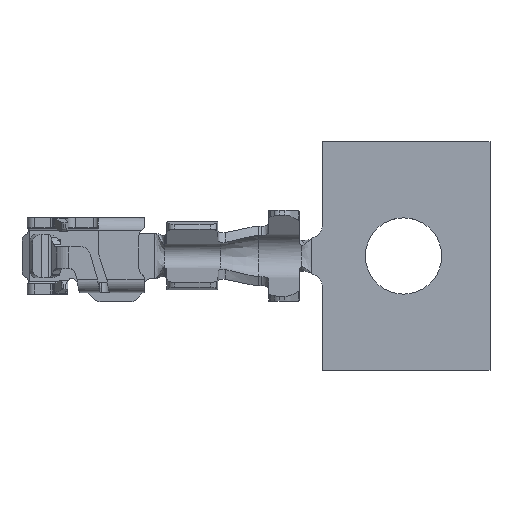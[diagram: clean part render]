
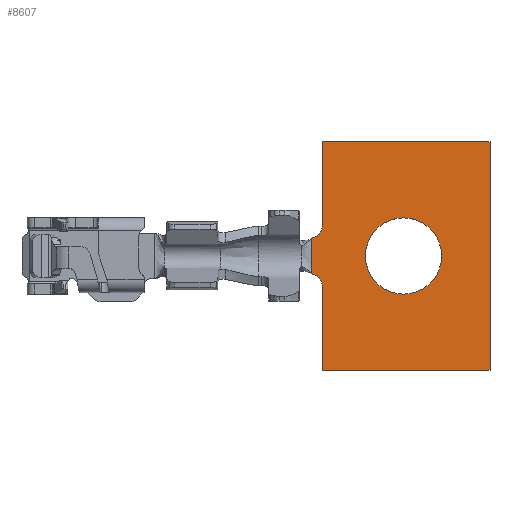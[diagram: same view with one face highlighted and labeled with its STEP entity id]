
A CAD part, top view. The second image highlights one B-rep face of the part: STEP entity #8607.
In plain terms, the highlighted planar face has unit normal (0, 0, 1).
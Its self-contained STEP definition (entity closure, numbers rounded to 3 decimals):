
#8113=CARTESIAN_POINT('',(5.7,0.344,0.2));
#8114=VERTEX_POINT('',#8113);
#8185=CARTESIAN_POINT('',(5.7,-0.344,0.2));
#8186=VERTEX_POINT('',#8185);
#8345=CARTESIAN_POINT('',(5.7,-0.344,0.2));
#8346=DIRECTION('',(0.,1.,0.));
#8347=VECTOR('',#8346,0.689);
#8348=LINE('',#8345,#8347);
#8349=EDGE_CURVE('',#8186,#8114,#8348,.T.);
#8380=CARTESIAN_POINT('',(5.8,0.402,0.2));
#8381=VERTEX_POINT('',#8380);
#8382=CARTESIAN_POINT('',(5.7,0.344,0.2));
#8383=DIRECTION('',(0.866,0.5,0.));
#8384=VECTOR('',#8383,0.115);
#8385=LINE('',#8382,#8384);
#8386=EDGE_CURVE('',#8114,#8381,#8385,.T.);
#8405=CARTESIAN_POINT('',(5.8,-0.402,0.2));
#8406=VERTEX_POINT('',#8405);
#8413=CARTESIAN_POINT('',(5.8,-0.402,0.2));
#8414=DIRECTION('',(-0.866,0.5,0.));
#8415=VECTOR('',#8414,0.115);
#8416=LINE('',#8413,#8415);
#8417=EDGE_CURVE('',#8406,#8186,#8416,.T.);
#8429=CARTESIAN_POINT('',(5.9,2.25,0.2));
#8430=VERTEX_POINT('',#8429);
#8437=CARTESIAN_POINT('',(9.2,2.25,0.2));
#8438=VERTEX_POINT('',#8437);
#8439=CARTESIAN_POINT('',(5.9,2.25,0.2));
#8440=DIRECTION('',(1.,0.,0.));
#8441=VECTOR('',#8440,3.3);
#8442=LINE('',#8439,#8441);
#8443=EDGE_CURVE('',#8430,#8438,#8442,.T.);
#8460=CARTESIAN_POINT('',(5.9,0.575,0.2));
#8461=VERTEX_POINT('',#8460);
#8468=CARTESIAN_POINT('',(5.9,0.575,0.2));
#8469=DIRECTION('',(0.,1.,0.));
#8470=VECTOR('',#8469,1.675);
#8471=LINE('',#8468,#8470);
#8472=EDGE_CURVE('',#8461,#8430,#8471,.T.);
#8483=CARTESIAN_POINT('',(5.9,-2.25,0.2));
#8484=VERTEX_POINT('',#8483);
#8485=CARTESIAN_POINT('',(5.9,-0.575,0.2));
#8486=VERTEX_POINT('',#8485);
#8487=CARTESIAN_POINT('',(5.9,-2.25,0.2));
#8488=DIRECTION('',(0.,1.,0.));
#8489=VECTOR('',#8488,1.675);
#8490=LINE('',#8487,#8489);
#8491=EDGE_CURVE('',#8484,#8486,#8490,.T.);
#8515=CARTESIAN_POINT('',(9.2,-2.25,0.2));
#8516=VERTEX_POINT('',#8515);
#8523=CARTESIAN_POINT('',(9.2,-2.25,0.2));
#8524=DIRECTION('',(-1.,0.,0.));
#8525=VECTOR('',#8524,3.3);
#8526=LINE('',#8523,#8525);
#8527=EDGE_CURVE('',#8516,#8484,#8526,.T.);
#8540=CARTESIAN_POINT('',(9.2,2.25,0.2));
#8541=DIRECTION('',(0.,-1.,0.));
#8542=VECTOR('',#8541,4.5);
#8543=LINE('',#8540,#8542);
#8544=EDGE_CURVE('',#8438,#8516,#8543,.T.);
#8556=CARTESIAN_POINT('',(7.5,-0.75,0.2));
#8557=VERTEX_POINT('',#8556);
#8564=CARTESIAN_POINT('',(7.5,0.,0.2));
#8565=DIRECTION('',(0.,-1.,0.));
#8566=DIRECTION('',(0.,0.,1.));
#8567=AXIS2_PLACEMENT_3D('',#8564,#8566,#8565);
#8568=CIRCLE('',#8567,0.75);
#8569=EDGE_CURVE('',#8557,#8557,#8568,.T.);
#8575=CARTESIAN_POINT('',(7.45,0.,0.2));
#8576=DIRECTION('',(0.,-1.,0.));
#8577=DIRECTION('',(0.,0.,1.));
#8578=AXIS2_PLACEMENT_3D('',#8575,#8577,#8576);
#8579=PLANE('',#8578);
#8580=ORIENTED_EDGE('',*,*,#8443,.F.);
#8581=ORIENTED_EDGE('',*,*,#8472,.F.);
#8582=CARTESIAN_POINT('',(5.7,0.575,0.2));
#8583=DIRECTION('',(1.,0.,0.));
#8584=DIRECTION('',(-0.,0.,-1.));
#8585=AXIS2_PLACEMENT_3D('',#8582,#8584,#8583);
#8586=CIRCLE('',#8585,0.2);
#8587=EDGE_CURVE('',#8461,#8381,#8586,.T.);
#8588=ORIENTED_EDGE('',*,*,#8587,.T.);
#8589=ORIENTED_EDGE('',*,*,#8386,.F.);
#8590=ORIENTED_EDGE('',*,*,#8349,.F.);
#8591=ORIENTED_EDGE('',*,*,#8417,.F.);
#8592=CARTESIAN_POINT('',(5.7,-0.575,0.2));
#8593=DIRECTION('',(0.5,0.866,0.));
#8594=DIRECTION('',(0.,0.,-1.));
#8595=AXIS2_PLACEMENT_3D('',#8592,#8594,#8593);
#8596=CIRCLE('',#8595,0.2);
#8597=EDGE_CURVE('',#8406,#8486,#8596,.T.);
#8598=ORIENTED_EDGE('',*,*,#8597,.T.);
#8599=ORIENTED_EDGE('',*,*,#8491,.F.);
#8600=ORIENTED_EDGE('',*,*,#8527,.F.);
#8601=ORIENTED_EDGE('',*,*,#8544,.F.);
#8602=EDGE_LOOP('',(#8580,#8581,#8588,#8589,#8590,#8591,#8598,#8599,#8600,#8601));
#8603=FACE_OUTER_BOUND('',#8602,.T.);
#8604=ORIENTED_EDGE('',*,*,#8569,.F.);
#8605=EDGE_LOOP('',(#8604));
#8606=FACE_BOUND('',#8605,.T.);
#8607=ADVANCED_FACE('',(#8603,#8606),#8579,.T.);
